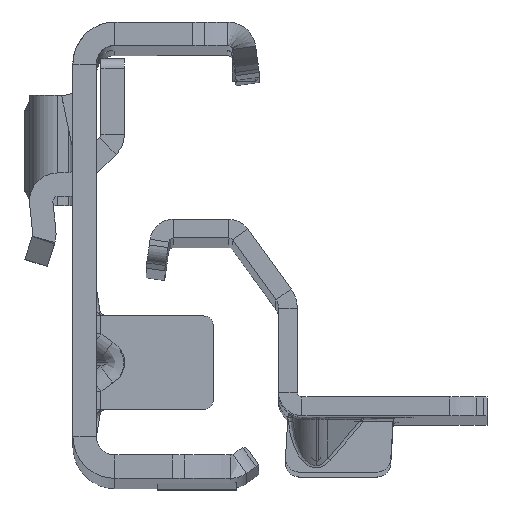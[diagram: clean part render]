
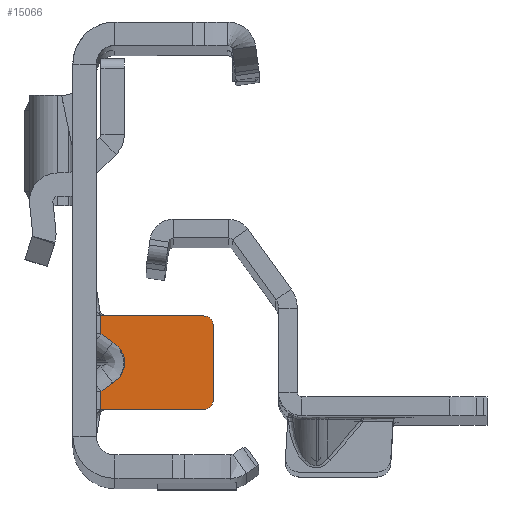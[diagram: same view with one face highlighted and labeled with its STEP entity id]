
A CAD part, top view. The second image highlights one B-rep face of the part: STEP entity #15066.
In plain terms, the highlighted planar face has unit normal (0, 0, 1).
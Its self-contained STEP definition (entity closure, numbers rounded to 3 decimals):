
#148 = LINE ( 'NONE', #10505, #6763 ) ;
#323 = VECTOR ( 'NONE', #3652, 1000. ) ;
#360 = ORIENTED_EDGE ( 'NONE', *, *, #14388, .T. ) ;
#540 = EDGE_CURVE ( 'NONE', #1770, #10100, #6259, .T. ) ;
#567 = CARTESIAN_POINT ( 'NONE',  ( 0.5, -13.681, -591.5 ) ) ;
#596 = VERTEX_POINT ( 'NONE', #12240 ) ;
#621 = ORIENTED_EDGE ( 'NONE', *, *, #7706, .F. ) ;
#780 = AXIS2_PLACEMENT_3D ( 'NONE', #7199, #17401, #4209 ) ;
#1482 = CARTESIAN_POINT ( 'NONE',  ( 12.5, -6.6, -591.5 ) ) ;
#1744 = ORIENTED_EDGE ( 'NONE', *, *, #2773, .T. ) ;
#1770 = VERTEX_POINT ( 'NONE', #16681 ) ;
#2138 = VERTEX_POINT ( 'NONE', #4290 ) ;
#2398 = VERTEX_POINT ( 'NONE', #18617 ) ;
#2737 = EDGE_CURVE ( 'NONE', #7915, #14076, #14330, .T. ) ;
#2773 = EDGE_CURVE ( 'NONE', #2138, #7915, #14452, .T. ) ;
#3327 = CARTESIAN_POINT ( 'NONE',  ( 12.5, -6.6, -591.5 ) ) ;
#3477 = CARTESIAN_POINT ( 'NONE',  ( 3.573, -9.692, -591.5 ) ) ;
#3573 = CARTESIAN_POINT ( 'NONE',  ( 1.757, -8.408, -591.5 ) ) ;
#3652 = DIRECTION ( 'NONE',  ( -0.816, 0.577, 0. ) ) ;
#3720 = AXIS2_PLACEMENT_3D ( 'NONE', #8766, #5965, #11845 ) ;
#3726 = CARTESIAN_POINT ( 'NONE',  ( 2.624, -12.179, -591.5 ) ) ;
#3870 = LINE ( 'NONE', #13981, #12039 ) ;
#3959 = DIRECTION ( 'NONE',  ( -1., 0., 0. ) ) ;
#3961 =( BOUNDED_CURVE ( )  B_SPLINE_CURVE ( 3, ( #4748, #6467, #3477, #3573 ),
 .UNSPECIFIED., .F., .F. ) 
 B_SPLINE_CURVE_WITH_KNOTS ( ( 4, 4 ),
 ( 2.356, 3.927 ),
 .UNSPECIFIED. ) 
 CURVE ( )  GEOMETRIC_REPRESENTATION_ITEM ( )  RATIONAL_B_SPLINE_CURVE ( ( 1., 0.805, 0.805, 1. ) ) 
 REPRESENTATION_ITEM ( '' )  );
#4123 = CARTESIAN_POINT ( 'NONE',  ( -1.826, -5.6, -591.5 ) ) ;
#4209 = DIRECTION ( 'NONE',  ( 0., 1., 0. ) ) ;
#4290 = CARTESIAN_POINT ( 'NONE',  ( 12.5, -14.6, -591.5 ) ) ;
#4390 = LINE ( 'NONE', #14309, #13301 ) ;
#4635 = DIRECTION ( 'NONE',  ( 1., 0., 0. ) ) ;
#4664 = CARTESIAN_POINT ( 'NONE',  ( 11.5, -5.6, -591.5 ) ) ;
#4748 = CARTESIAN_POINT ( 'NONE',  ( 1.757, -12.792, -591.5 ) ) ;
#4771 = ORIENTED_EDGE ( 'NONE', *, *, #10234, .T. ) ;
#5064 = EDGE_CURVE ( 'NONE', #5389, #1770, #3961, .T. ) ;
#5321 = EDGE_CURVE ( 'NONE', #9759, #2138, #11397, .T. ) ;
#5389 = VERTEX_POINT ( 'NONE', #7986 ) ;
#5475 = LINE ( 'NONE', #18757, #14750 ) ;
#5540 = DIRECTION ( 'NONE',  ( 0., 1., 0. ) ) ;
#5553 = EDGE_CURVE ( 'NONE', #15343, #17360, #14702, .T. ) ;
#5667 = DIRECTION ( 'NONE',  ( 0., 1., 0. ) ) ;
#5965 = DIRECTION ( 'NONE',  ( 0., 0., 1. ) ) ;
#6158 = CARTESIAN_POINT ( 'NONE',  ( -1.826, -15.6, -591.5 ) ) ;
#6259 = LINE ( 'NONE', #16843, #323 ) ;
#6467 = CARTESIAN_POINT ( 'NONE',  ( 3.573, -11.508, -591.5 ) ) ;
#6579 = CARTESIAN_POINT ( 'NONE',  ( 11.5, -6.6, -591.5 ) ) ;
#6763 = VECTOR ( 'NONE', #4635, 1000. ) ;
#6841 = ORIENTED_EDGE ( 'NONE', *, *, #540, .F. ) ;
#7199 = CARTESIAN_POINT ( 'NONE',  ( -37.326, 22.3, -591.5 ) ) ;
#7582 = ORIENTED_EDGE ( 'NONE', *, *, #12141, .F. ) ;
#7591 = EDGE_LOOP ( 'NONE', ( #6841, #10517, #621, #15253, #13296, #360, #15013, #1744, #11762, #4771, #18458, #7582 ) ) ;
#7706 = EDGE_CURVE ( 'NONE', #16952, #5389, #14916, .T. ) ;
#7915 = VERTEX_POINT ( 'NONE', #3327 ) ;
#7986 = CARTESIAN_POINT ( 'NONE',  ( 1.757, -12.792, -591.5 ) ) ;
#8360 = VECTOR ( 'NONE', #9992, 1000. ) ;
#8766 = CARTESIAN_POINT ( 'NONE',  ( 11.5, -14.6, -591.5 ) ) ;
#8781 = CARTESIAN_POINT ( 'NONE',  ( 11.5, -15.6, -591.5 ) ) ;
#9025 = FACE_OUTER_BOUND ( 'NONE', #7591, .T. ) ;
#9606 = DIRECTION ( 'NONE',  ( 0.816, 0.577, 0. ) ) ;
#9759 = VERTEX_POINT ( 'NONE', #8781 ) ;
#9992 = DIRECTION ( 'NONE',  ( -1., 0., 0. ) ) ;
#10100 = VERTEX_POINT ( 'NONE', #10164 ) ;
#10164 = CARTESIAN_POINT ( 'NONE',  ( 0.5, -7.519, -591.5 ) ) ;
#10234 = EDGE_CURVE ( 'NONE', #14076, #15343, #3870, .T. ) ;
#10327 = AXIS2_PLACEMENT_3D ( 'NONE', #6579, #18502, #11190 ) ;
#10505 = CARTESIAN_POINT ( 'NONE',  ( -1.826, -15.6, -591.5 ) ) ;
#10517 = ORIENTED_EDGE ( 'NONE', *, *, #5064, .F. ) ;
#10589 = DIRECTION ( 'NONE',  ( 1., 0., 0. ) ) ;
#11190 = DIRECTION ( 'NONE',  ( 0., -1., 0. ) ) ;
#11194 = CARTESIAN_POINT ( 'NONE',  ( 0.5, -5.6, -591.5 ) ) ;
#11296 = VECTOR ( 'NONE', #17443, 1000. ) ;
#11397 = CIRCLE ( 'NONE', #3720, 1. ) ;
#11406 = VECTOR ( 'NONE', #10589, 1000. ) ;
#11432 = EDGE_CURVE ( 'NONE', #596, #2398, #16374, .T. ) ;
#11523 = PLANE ( 'NONE',  #780 ) ;
#11762 = ORIENTED_EDGE ( 'NONE', *, *, #2737, .T. ) ;
#11845 = DIRECTION ( 'NONE',  ( 0., 1., 0. ) ) ;
#12039 = VECTOR ( 'NONE', #3959, 1000. ) ;
#12141 = EDGE_CURVE ( 'NONE', #10100, #17360, #4390, .T. ) ;
#12240 = CARTESIAN_POINT ( 'NONE',  ( 0.5, -15.6, -591.5 ) ) ;
#12882 = VECTOR ( 'NONE', #9606, 1000. ) ;
#13296 = ORIENTED_EDGE ( 'NONE', *, *, #11432, .T. ) ;
#13301 = VECTOR ( 'NONE', #5540, 1000. ) ;
#13981 = CARTESIAN_POINT ( 'NONE',  ( -1.826, -5.6, -591.5 ) ) ;
#14076 = VERTEX_POINT ( 'NONE', #4664 ) ;
#14309 = CARTESIAN_POINT ( 'NONE',  ( 0.5, 22.3, -591.5 ) ) ;
#14330 = CIRCLE ( 'NONE', #10327, 1. ) ;
#14388 = EDGE_CURVE ( 'NONE', #2398, #9759, #148, .T. ) ;
#14452 = LINE ( 'NONE', #1482, #11296 ) ;
#14578 = EDGE_CURVE ( 'NONE', #596, #16952, #5475, .T. ) ;
#14702 = LINE ( 'NONE', #4123, #8360 ) ;
#14750 = VECTOR ( 'NONE', #5667, 1000. ) ;
#14916 = LINE ( 'NONE', #3726, #12882 ) ;
#15013 = ORIENTED_EDGE ( 'NONE', *, *, #5321, .T. ) ;
#15066 = ADVANCED_FACE ( 'NONE', ( #9025 ), #11523, .F. ) ;
#15253 = ORIENTED_EDGE ( 'NONE', *, *, #14578, .F. ) ;
#15343 = VERTEX_POINT ( 'NONE', #16002 ) ;
#16002 = CARTESIAN_POINT ( 'NONE',  ( 0.708, -5.6, -591.5 ) ) ;
#16374 = LINE ( 'NONE', #6158, #11406 ) ;
#16681 = CARTESIAN_POINT ( 'NONE',  ( 1.757, -8.408, -591.5 ) ) ;
#16843 = CARTESIAN_POINT ( 'NONE',  ( 1.367, -8.131, -591.5 ) ) ;
#16952 = VERTEX_POINT ( 'NONE', #567 ) ;
#17360 = VERTEX_POINT ( 'NONE', #11194 ) ;
#17401 = DIRECTION ( 'NONE',  ( 0., 0., -1. ) ) ;
#17443 = DIRECTION ( 'NONE',  ( 0., 1., 0. ) ) ;
#18458 = ORIENTED_EDGE ( 'NONE', *, *, #5553, .T. ) ;
#18502 = DIRECTION ( 'NONE',  ( 0., 0., 1. ) ) ;
#18617 = CARTESIAN_POINT ( 'NONE',  ( 0.708, -15.6, -591.5 ) ) ;
#18757 = CARTESIAN_POINT ( 'NONE',  ( 0.5, 22.3, -591.5 ) ) ;
